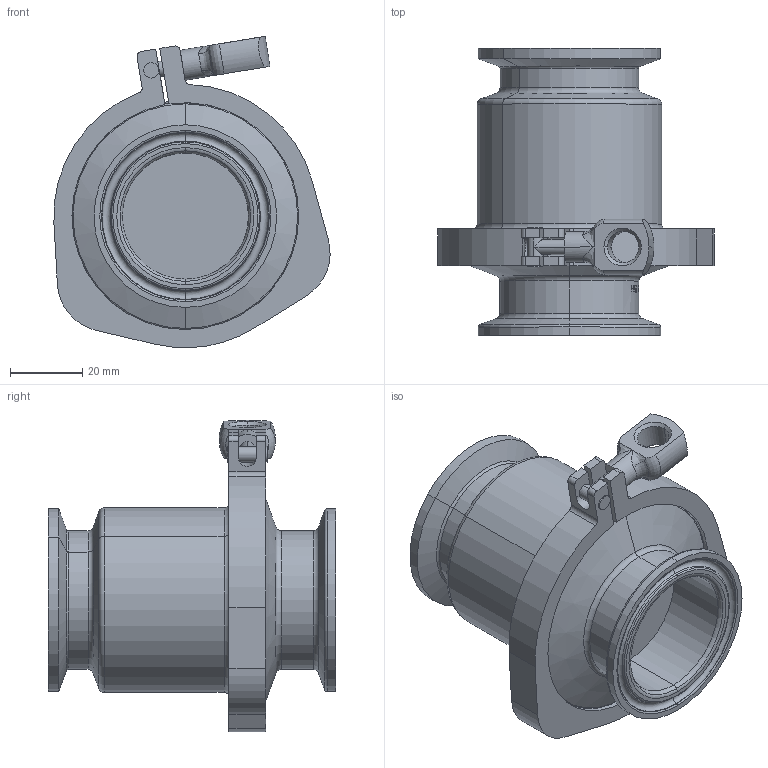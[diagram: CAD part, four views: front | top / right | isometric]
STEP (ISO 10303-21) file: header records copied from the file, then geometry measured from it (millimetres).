
FILE_DESCRIPTION (( 'STEP AP203' ), '1' );
FILE_NAME ('94C-150-C.STEP', '2021-09-14T13:30:26', ( '' ), ( '' ), 'SwSTEP 2.0', 'SolidWorks 2018', '' );
FILE_SCHEMA (( 'CONFIG_CONTROL_DESIGN' ));
Length unit declared in the file: inch
Products named in the file (2): 94C-150-C
Bounding box: 76.19 x 79.2 x 85.92 mm (x, y, z)
Volume: 139805.2 mm3; surface area: 32135.3 mm2
Topology: 1 solids, 1 shells, 303 faces, 796 edges, 505 vertices
Faces by surface type: bspline 104, cylinder 69, plane 68, torus 41, cone 21
Entity records: 10602 total; most frequent: CARTESIAN_POINT 3540, ORIENTED_EDGE 1580, DIRECTION 1223, EDGE_CURVE 790, VERTEX_POINT 505, AXIS2_PLACEMENT_3D 460, EDGE_LOOP 327, LINE 303
